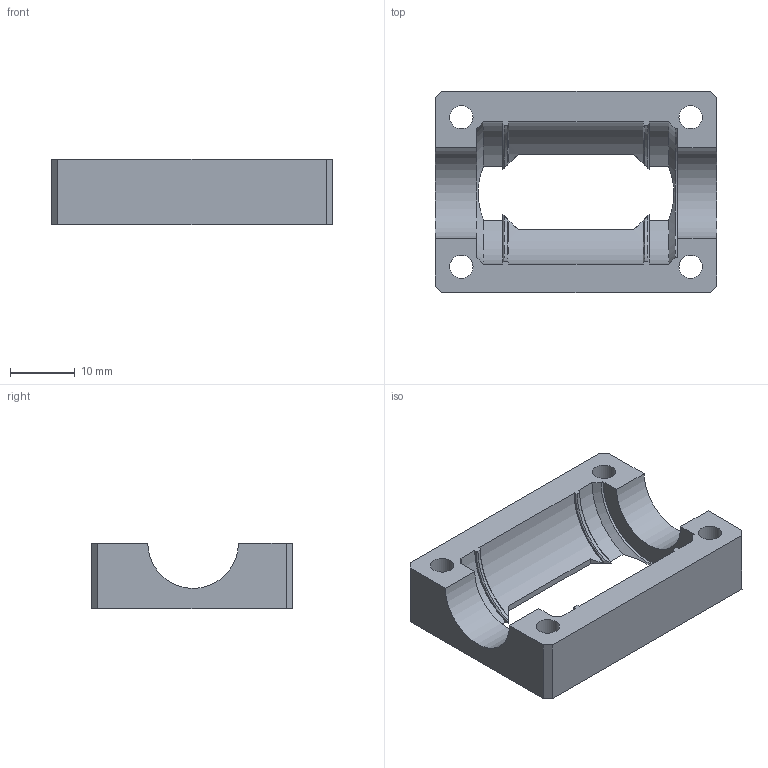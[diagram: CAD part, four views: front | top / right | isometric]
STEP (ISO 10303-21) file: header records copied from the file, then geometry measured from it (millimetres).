
FILE_DESCRIPTION(/* description */ (''),/* implementation_level */ '2;1');
FILE_NAME(/* name */ 'Carriage_p4.step',/* time_stamp */ '2023-03-16T18:11:48+01:00',/* author */ (''),/* organization */ (''),/* preprocessor_version */ 'ST-DEVELOPER v19.2',/* originating_system */ 'Autodesk Translation Framework v11.17.0.187',/* authorisation */ '');
FILE_SCHEMA (('AUTOMOTIVE_DESIGN { 1 0 10303 214 3 1 1 }'));
Length unit declared in the file: millimetre
Products named in the file (1): CF_mod_v3
Bounding box: 43.4 x 31.1 x 10.17 mm (x, y, z)
Volume: 6624.6 mm3; surface area: 4518 mm2
Topology: 1 solids, 1 shells, 56 faces, 165 edges, 110 vertices
Faces by surface type: plane 29, cylinder 17, cone 10
Full cylindrical faces by diameter (mm): 3.6 x4
Entity records: 2019 total; most frequent: CARTESIAN_POINT 356, ORIENTED_EDGE 330, DIRECTION 318, EDGE_CURVE 165, VERTEX_POINT 110, AXIS2_PLACEMENT_3D 108, LINE 102, VECTOR 102
